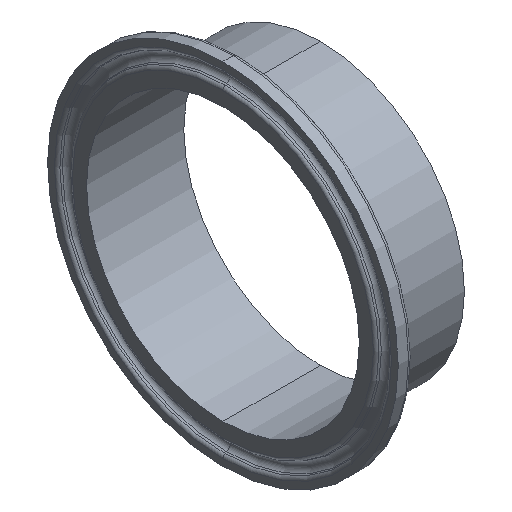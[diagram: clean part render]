
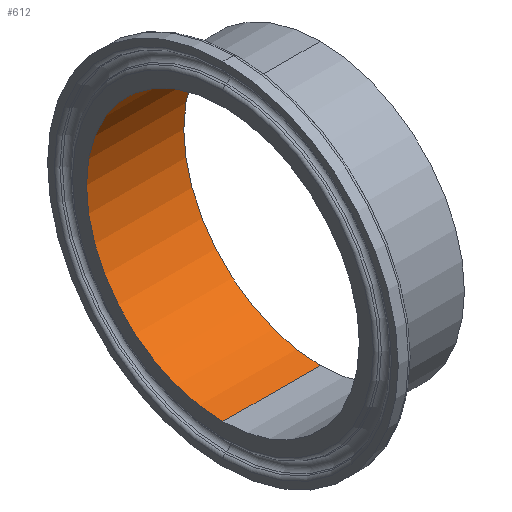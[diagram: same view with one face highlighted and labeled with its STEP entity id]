
A CAD part, isometric view. The second image highlights one B-rep face of the part: STEP entity #612.
In plain terms, the highlighted cylindrical face has radius 30.15 mm (diameter 60.3 mm), a partial arc.
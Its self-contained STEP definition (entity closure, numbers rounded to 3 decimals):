
#58 = DIRECTION ( 'NONE',  ( 0., 0., 1. ) ) ;
#61 = VERTEX_POINT ( 'NONE', #429 ) ;
#141 = EDGE_CURVE ( 'NONE', #335, #455, #236, .T. ) ;
#148 = CARTESIAN_POINT ( 'NONE',  ( 0., 0., -30.15 ) ) ;
#187 = VECTOR ( 'NONE', #320, 1000. ) ;
#217 = DIRECTION ( 'NONE',  ( -1., 0., 0. ) ) ;
#236 = LINE ( 'NONE', #148, #187 ) ;
#239 = FACE_OUTER_BOUND ( 'NONE', #695, .T. ) ;
#276 = AXIS2_PLACEMENT_3D ( 'NONE', #413, #460, #352 ) ;
#285 = CARTESIAN_POINT ( 'NONE',  ( 21.5, 0., 0. ) ) ;
#320 = DIRECTION ( 'NONE',  ( -1., 0., 0. ) ) ;
#335 = VERTEX_POINT ( 'NONE', #592 ) ;
#352 = DIRECTION ( 'NONE',  ( 0., 0., 1. ) ) ;
#353 = ORIENTED_EDGE ( 'NONE', *, *, #410, .T. ) ;
#367 = EDGE_CURVE ( 'NONE', #421, #335, #625, .T. ) ;
#380 = AXIS2_PLACEMENT_3D ( 'NONE', #285, #405, #58 ) ;
#383 = CYLINDRICAL_SURFACE ( 'NONE', #276, 30.15 ) ;
#398 = CARTESIAN_POINT ( 'NONE',  ( 21.5, 0., 30.15 ) ) ;
#405 = DIRECTION ( 'NONE',  ( -1., 0., 0. ) ) ;
#410 = EDGE_CURVE ( 'NONE', #61, #455, #424, .T. ) ;
#412 = DIRECTION ( 'NONE',  ( 0., 0., 1. ) ) ;
#413 = CARTESIAN_POINT ( 'NONE',  ( 0., 0., 0. ) ) ;
#421 = VERTEX_POINT ( 'NONE', #398 ) ;
#424 = CIRCLE ( 'NONE', #494, 30.15 ) ;
#429 = CARTESIAN_POINT ( 'NONE',  ( 0., 0., 30.15 ) ) ;
#449 = VECTOR ( 'NONE', #498, 1000. ) ;
#455 = VERTEX_POINT ( 'NONE', #600 ) ;
#460 = DIRECTION ( 'NONE',  ( -1., 0., 0. ) ) ;
#494 = AXIS2_PLACEMENT_3D ( 'NONE', #638, #217, #412 ) ;
#498 = DIRECTION ( 'NONE',  ( -1., 0., 0. ) ) ;
#510 = CARTESIAN_POINT ( 'NONE',  ( 0., 0., 30.15 ) ) ;
#576 = ORIENTED_EDGE ( 'NONE', *, *, #367, .F. ) ;
#592 = CARTESIAN_POINT ( 'NONE',  ( 21.5, 0., -30.15 ) ) ;
#600 = CARTESIAN_POINT ( 'NONE',  ( 0., 0., -30.15 ) ) ;
#603 = LINE ( 'NONE', #510, #449 ) ;
#612 = ADVANCED_FACE ( 'NONE', ( #239 ), #383, .F. ) ;
#625 = CIRCLE ( 'NONE', #380, 30.15 ) ;
#630 = EDGE_CURVE ( 'NONE', #421, #61, #603, .T. ) ;
#637 = ORIENTED_EDGE ( 'NONE', *, *, #141, .F. ) ;
#638 = CARTESIAN_POINT ( 'NONE',  ( 0., 0., 0. ) ) ;
#643 = ORIENTED_EDGE ( 'NONE', *, *, #630, .T. ) ;
#695 = EDGE_LOOP ( 'NONE', ( #637, #576, #643, #353 ) ) ;
